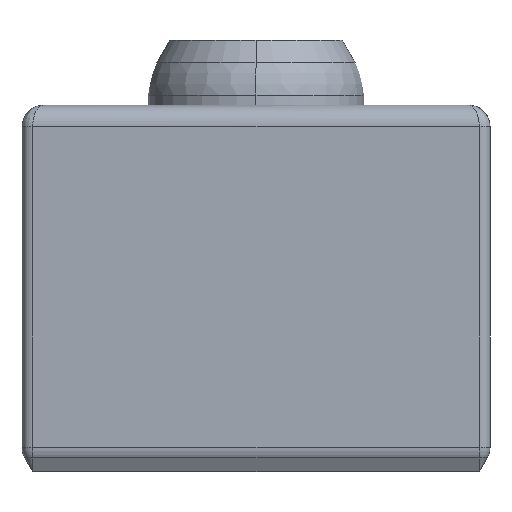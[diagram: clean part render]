
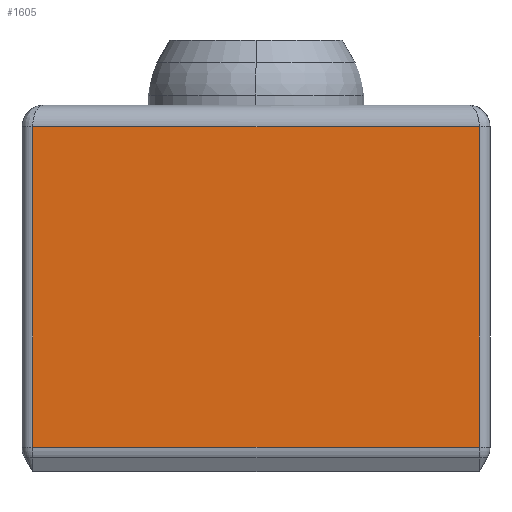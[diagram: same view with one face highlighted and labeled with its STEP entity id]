
A CAD part, left-side view. The second image highlights one B-rep face of the part: STEP entity #1605.
In plain terms, the highlighted planar face has unit normal (-1, 0, 0).
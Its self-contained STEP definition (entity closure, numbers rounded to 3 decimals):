
#30 = EDGE_CURVE ( 'NONE', #2134, #510, #353, .T. ) ;
#75 = CARTESIAN_POINT ( 'NONE',  ( -10.85, -10.35, 1.134 ) ) ;
#167 = VERTEX_POINT ( 'NONE', #75 ) ;
#230 = CARTESIAN_POINT ( 'NONE',  ( -10.85, -10.35, 20. ) ) ;
#353 = LINE ( 'NONE', #1037, #1218 ) ;
#376 = DIRECTION ( 'NONE',  ( 0., 0., -1. ) ) ;
#401 = AXIS2_PLACEMENT_3D ( 'NONE', #952, #1146, #643 ) ;
#411 = EDGE_CURVE ( 'NONE', #510, #167, #593, .T. ) ;
#440 = ORIENTED_EDGE ( 'NONE', *, *, #411, .T. ) ;
#463 = DIRECTION ( 'NONE',  ( 0., -1., 0. ) ) ;
#481 = EDGE_CURVE ( 'NONE', #585, #2134, #812, .T. ) ;
#510 = VERTEX_POINT ( 'NONE', #1804 ) ;
#570 = LINE ( 'NONE', #230, #874 ) ;
#585 = VERTEX_POINT ( 'NONE', #1936 ) ;
#593 = LINE ( 'NONE', #1141, #1363 ) ;
#643 = DIRECTION ( 'NONE',  ( 0., 0., -1. ) ) ;
#728 = ORIENTED_EDGE ( 'NONE', *, *, #1942, .T. ) ;
#747 = DIRECTION ( 'NONE',  ( 0., 0., 1. ) ) ;
#812 = LINE ( 'NONE', #1961, #1043 ) ;
#874 = VECTOR ( 'NONE', #747, 1000. ) ;
#952 = CARTESIAN_POINT ( 'NONE',  ( -10.85, -10.85, 20. ) ) ;
#1035 = EDGE_LOOP ( 'NONE', ( #1781, #440, #728, #1506 ) ) ;
#1037 = CARTESIAN_POINT ( 'NONE',  ( -10.85, 10.35, 20. ) ) ;
#1043 = VECTOR ( 'NONE', #1839, 1000. ) ;
#1141 = CARTESIAN_POINT ( 'NONE',  ( -10.85, -10.35, 1.134 ) ) ;
#1146 = DIRECTION ( 'NONE',  ( 1., 0., 0. ) ) ;
#1218 = VECTOR ( 'NONE', #376, 1000. ) ;
#1363 = VECTOR ( 'NONE', #463, 1000. ) ;
#1506 = ORIENTED_EDGE ( 'NONE', *, *, #481, .T. ) ;
#1605 = ADVANCED_FACE ( 'NONE', ( #2144 ), #2179, .F. ) ;
#1781 = ORIENTED_EDGE ( 'NONE', *, *, #30, .T. ) ;
#1804 = CARTESIAN_POINT ( 'NONE',  ( -10.85, 10.35, 1.134 ) ) ;
#1839 = DIRECTION ( 'NONE',  ( 0., 1., 0. ) ) ;
#1936 = CARTESIAN_POINT ( 'NONE',  ( -10.85, -10.35, 16. ) ) ;
#1942 = EDGE_CURVE ( 'NONE', #167, #585, #570, .T. ) ;
#1961 = CARTESIAN_POINT ( 'NONE',  ( -10.85, 10.35, 16. ) ) ;
#2080 = CARTESIAN_POINT ( 'NONE',  ( -10.85, 10.35, 16. ) ) ;
#2134 = VERTEX_POINT ( 'NONE', #2080 ) ;
#2144 = FACE_OUTER_BOUND ( 'NONE', #1035, .T. ) ;
#2179 = PLANE ( 'NONE',  #401 ) ;
